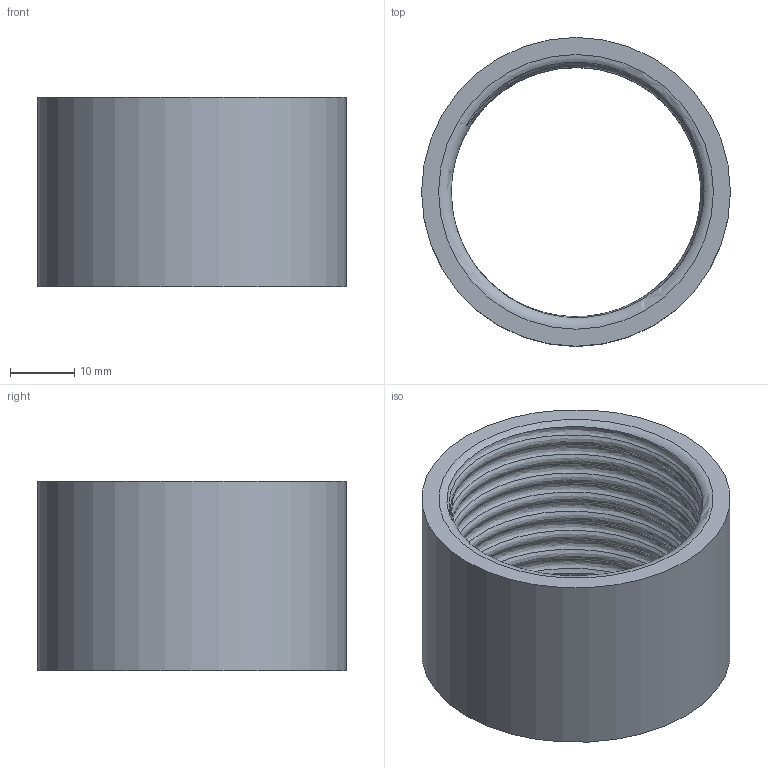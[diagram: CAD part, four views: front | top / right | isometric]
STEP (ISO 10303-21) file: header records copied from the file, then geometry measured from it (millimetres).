
FILE_DESCRIPTION(/* description */ (''),/* implementation_level */ '2;1');
FILE_NAME(/* name */ 'Gas_Mask_Female_Thread v1.step',/* time_stamp */ '2020-06-18T21:58:51+02:00',/* author */ (''),/* organization */ (''),/* preprocessor_version */ 'ST-DEVELOPER v18.1',/* originating_system */ 'Autodesk Translation Framework v9.3.0.1241',/* authorisation */ '');
FILE_SCHEMA (('AUTOMOTIVE_DESIGN { 1 0 10303 214 3 1 1 }'));
Length unit declared in the file: millimetre
Products named in the file (1): Gas_Mask_Female_Thread
Bounding box: 48 x 48 x 29.4 mm (x, y, z)
Volume: 17032.3 mm3; surface area: 9541.3 mm2
Topology: 1 solids, 1 shells, 7 faces, 17 edges, 12 vertices
Faces by surface type: torus 2, plane 2, bspline 2, cylinder 1
Full cylindrical faces by diameter (mm): 48 x1
Entity records: 2252 total; most frequent: CARTESIAN_POINT 2065, ORIENTED_EDGE 34, DIRECTION 25, EDGE_CURVE 17, VERTEX_POINT 12, AXIS2_PLACEMENT_3D 12, B_SPLINE_CURVE_WITH_KNOTS 10, EDGE_LOOP 9
